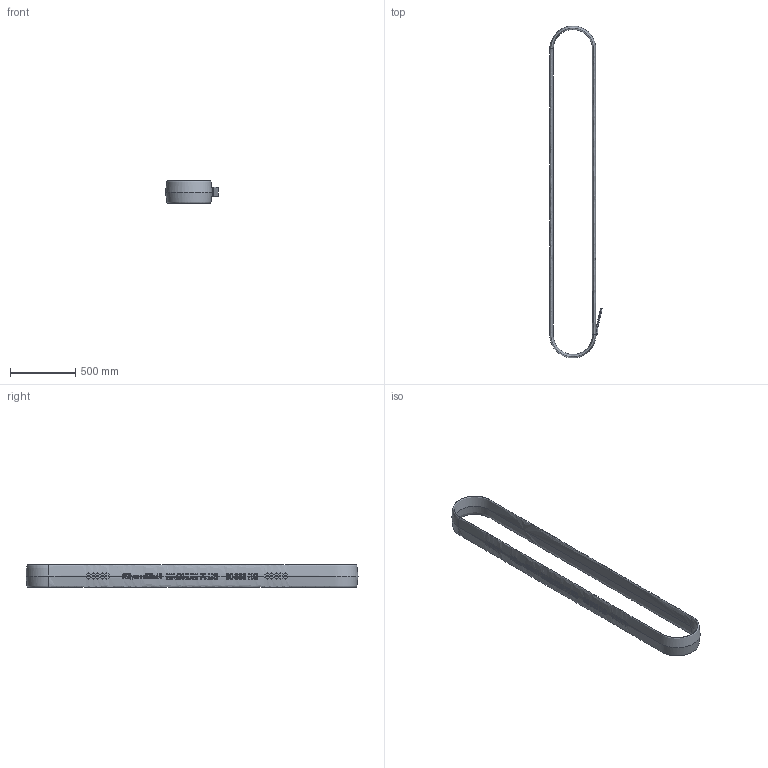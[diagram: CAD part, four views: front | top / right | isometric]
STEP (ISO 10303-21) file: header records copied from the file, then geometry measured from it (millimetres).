
FILE_DESCRIPTION(/* description */ (''),/* implementation_level */ '2;1');
FILE_NAME(/* name */ 'magnum_plus_30000',/* time_stamp */ '2015-09-16T13:09:21+03:00',/* author */ (''),/* organization */ (''),/* preprocessor_version */ 'ST-DEVELOPER v10',/* originating_system */ '',/* authorisation */ '');
FILE_SCHEMA (('AUTOMOTIVE_DESIGN_CC2'));
Length unit declared in the file: millimetre
Products named in the file (1): 1
Bounding box: 402.56 x 2553.54 x 170 mm (x, y, z)
Volume: 19771391.6 mm3; surface area: 1944233.8 mm2
Topology: 2 solids, 2 shells, 318 faces, 1193 edges, 931 vertices
Faces by surface type: bspline 316, plane 2
Entity records: 28530 total; most frequent: CARTESIAN_POINT 22058, ORIENTED_EDGE 2386, EDGE_CURVE 1193, VERTEX_POINT 931, B_SPLINE_CURVE_WITH_KNOTS 849, EDGE_LOOP 372, ADVANCED_FACE 318, FACE_OUTER_BOUND 318
